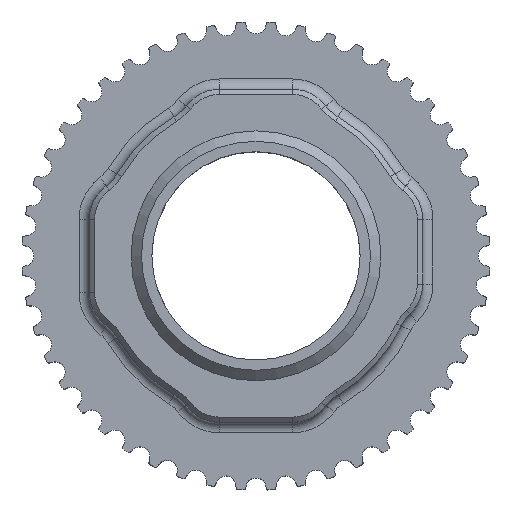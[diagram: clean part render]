
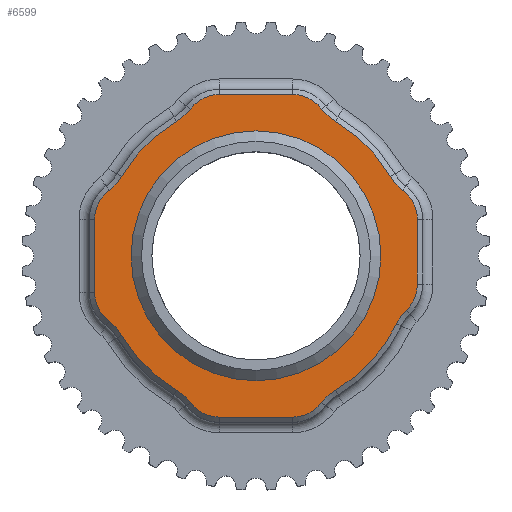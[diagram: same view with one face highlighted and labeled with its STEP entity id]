
A CAD part, top view. The second image highlights one B-rep face of the part: STEP entity #6599.
In plain terms, the highlighted planar face has unit normal (0, 0, 1).
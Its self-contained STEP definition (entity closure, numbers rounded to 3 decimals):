
#44=FACE_BOUND('',#807,.T.);
#382=PLANE('',#7045);
#428=FACE_OUTER_BOUND('',#806,.T.);
#806=EDGE_LOOP('',(#4532,#4533,#4534,#4535,#4536,#4537,#4538,#4539,#4540,
#4541,#4542,#4543,#4544,#4545,#4546,#4547,#4548,#4549,#4550,#4551,#4552,
#4553,#4554,#4555));
#807=EDGE_LOOP('',(#4556));
#1160=CIRCLE('',#6957,3.5);
#1162=CIRCLE('',#6960,4.5);
#1163=CIRCLE('',#6962,15.);
#1166=CIRCLE('',#6966,4.5);
#1168=CIRCLE('',#6969,3.5);
#1170=CIRCLE('',#6973,3.5);
#1172=CIRCLE('',#6976,4.5);
#1173=CIRCLE('',#6978,15.);
#1176=CIRCLE('',#6982,4.5);
#1178=CIRCLE('',#6985,3.5);
#1180=CIRCLE('',#6989,3.5);
#1182=CIRCLE('',#6992,4.5);
#1183=CIRCLE('',#6994,15.);
#1186=CIRCLE('',#6998,4.5);
#1188=CIRCLE('',#7001,3.5);
#1190=CIRCLE('',#7005,3.5);
#1192=CIRCLE('',#7008,4.5);
#1193=CIRCLE('',#7010,15.);
#1196=CIRCLE('',#7014,4.5);
#1198=CIRCLE('',#7017,3.5);
#1213=CIRCLE('',#7046,12.);
#1869=LINE('',#10606,#2236);
#1877=LINE('',#10642,#2244);
#1885=LINE('',#10678,#2252);
#1893=LINE('',#10713,#2260);
#2236=VECTOR('',#8077,10.);
#2244=VECTOR('',#8117,10.);
#2252=VECTOR('',#8157,10.);
#2260=VECTOR('',#8197,10.);
#2597=VERTEX_POINT('',#10572);
#2600=VERTEX_POINT('',#10577);
#2601=VERTEX_POINT('',#10581);
#2603=VERTEX_POINT('',#10587);
#2605=VERTEX_POINT('',#10593);
#2607=VERTEX_POINT('',#10599);
#2609=VERTEX_POINT('',#10605);
#2611=VERTEX_POINT('',#10611);
#2613=VERTEX_POINT('',#10617);
#2615=VERTEX_POINT('',#10623);
#2617=VERTEX_POINT('',#10629);
#2619=VERTEX_POINT('',#10635);
#2621=VERTEX_POINT('',#10641);
#2623=VERTEX_POINT('',#10647);
#2625=VERTEX_POINT('',#10653);
#2627=VERTEX_POINT('',#10659);
#2629=VERTEX_POINT('',#10665);
#2631=VERTEX_POINT('',#10671);
#2633=VERTEX_POINT('',#10677);
#2635=VERTEX_POINT('',#10683);
#2637=VERTEX_POINT('',#10689);
#2639=VERTEX_POINT('',#10695);
#2641=VERTEX_POINT('',#10701);
#2643=VERTEX_POINT('',#10707);
#2662=VERTEX_POINT('',#10776);
#3305=EDGE_CURVE('',#2600,#2597,#1160,.T.);
#3308=EDGE_CURVE('',#2597,#2601,#1162,.T.);
#3309=EDGE_CURVE('',#2601,#2603,#1163,.T.);
#3314=EDGE_CURVE('',#2603,#2605,#1166,.T.);
#3317=EDGE_CURVE('',#2605,#2607,#1168,.T.);
#3318=EDGE_CURVE('',#2607,#2609,#1869,.T.);
#3323=EDGE_CURVE('',#2609,#2611,#1170,.T.);
#3326=EDGE_CURVE('',#2611,#2613,#1172,.T.);
#3327=EDGE_CURVE('',#2613,#2615,#1173,.T.);
#3332=EDGE_CURVE('',#2615,#2617,#1176,.T.);
#3335=EDGE_CURVE('',#2617,#2619,#1178,.T.);
#3336=EDGE_CURVE('',#2619,#2621,#1877,.T.);
#3341=EDGE_CURVE('',#2621,#2623,#1180,.T.);
#3344=EDGE_CURVE('',#2623,#2625,#1182,.T.);
#3345=EDGE_CURVE('',#2625,#2627,#1183,.T.);
#3350=EDGE_CURVE('',#2627,#2629,#1186,.T.);
#3353=EDGE_CURVE('',#2629,#2631,#1188,.T.);
#3354=EDGE_CURVE('',#2631,#2633,#1885,.T.);
#3359=EDGE_CURVE('',#2633,#2635,#1190,.T.);
#3362=EDGE_CURVE('',#2635,#2637,#1192,.T.);
#3363=EDGE_CURVE('',#2637,#2639,#1193,.T.);
#3368=EDGE_CURVE('',#2639,#2641,#1196,.T.);
#3371=EDGE_CURVE('',#2641,#2643,#1198,.T.);
#3372=EDGE_CURVE('',#2643,#2600,#1893,.T.);
#3405=EDGE_CURVE('',#2662,#2662,#1213,.T.);
#4532=ORIENTED_EDGE('',*,*,#3305,.F.);
#4533=ORIENTED_EDGE('',*,*,#3372,.F.);
#4534=ORIENTED_EDGE('',*,*,#3371,.F.);
#4535=ORIENTED_EDGE('',*,*,#3368,.F.);
#4536=ORIENTED_EDGE('',*,*,#3363,.F.);
#4537=ORIENTED_EDGE('',*,*,#3362,.F.);
#4538=ORIENTED_EDGE('',*,*,#3359,.F.);
#4539=ORIENTED_EDGE('',*,*,#3354,.F.);
#4540=ORIENTED_EDGE('',*,*,#3353,.F.);
#4541=ORIENTED_EDGE('',*,*,#3350,.F.);
#4542=ORIENTED_EDGE('',*,*,#3345,.F.);
#4543=ORIENTED_EDGE('',*,*,#3344,.F.);
#4544=ORIENTED_EDGE('',*,*,#3341,.F.);
#4545=ORIENTED_EDGE('',*,*,#3336,.F.);
#4546=ORIENTED_EDGE('',*,*,#3335,.F.);
#4547=ORIENTED_EDGE('',*,*,#3332,.F.);
#4548=ORIENTED_EDGE('',*,*,#3327,.F.);
#4549=ORIENTED_EDGE('',*,*,#3326,.F.);
#4550=ORIENTED_EDGE('',*,*,#3323,.F.);
#4551=ORIENTED_EDGE('',*,*,#3318,.F.);
#4552=ORIENTED_EDGE('',*,*,#3317,.F.);
#4553=ORIENTED_EDGE('',*,*,#3314,.F.);
#4554=ORIENTED_EDGE('',*,*,#3309,.F.);
#4555=ORIENTED_EDGE('',*,*,#3308,.F.);
#4556=ORIENTED_EDGE('',*,*,#3405,.F.);
#6599=ADVANCED_FACE('',(#428,#44),#382,.T.);
#6957=AXIS2_PLACEMENT_3D('',#10579,#8045,#8046);
#6960=AXIS2_PLACEMENT_3D('',#10585,#8052,#8053);
#6962=AXIS2_PLACEMENT_3D('',#10588,#8056,#8057);
#6966=AXIS2_PLACEMENT_3D('',#10597,#8066,#8067);
#6969=AXIS2_PLACEMENT_3D('',#10603,#8073,#8074);
#6973=AXIS2_PLACEMENT_3D('',#10615,#8085,#8086);
#6976=AXIS2_PLACEMENT_3D('',#10621,#8092,#8093);
#6978=AXIS2_PLACEMENT_3D('',#10624,#8096,#8097);
#6982=AXIS2_PLACEMENT_3D('',#10633,#8106,#8107);
#6985=AXIS2_PLACEMENT_3D('',#10639,#8113,#8114);
#6989=AXIS2_PLACEMENT_3D('',#10651,#8125,#8126);
#6992=AXIS2_PLACEMENT_3D('',#10657,#8132,#8133);
#6994=AXIS2_PLACEMENT_3D('',#10660,#8136,#8137);
#6998=AXIS2_PLACEMENT_3D('',#10669,#8146,#8147);
#7001=AXIS2_PLACEMENT_3D('',#10675,#8153,#8154);
#7005=AXIS2_PLACEMENT_3D('',#10687,#8165,#8166);
#7008=AXIS2_PLACEMENT_3D('',#10693,#8172,#8173);
#7010=AXIS2_PLACEMENT_3D('',#10696,#8176,#8177);
#7014=AXIS2_PLACEMENT_3D('',#10705,#8186,#8187);
#7017=AXIS2_PLACEMENT_3D('',#10711,#8193,#8194);
#7045=AXIS2_PLACEMENT_3D('',#10775,#8268,#8269);
#7046=AXIS2_PLACEMENT_3D('',#10777,#8270,#8271);
#8045=DIRECTION('center_axis',(0.,0.,-1.));
#8046=DIRECTION('ref_axis',(-0.894,0.448,0.));
#8052=DIRECTION('center_axis',(0.,0.,1.));
#8053=DIRECTION('ref_axis',(0.861,-0.509,0.));
#8056=DIRECTION('center_axis',(0.,0.,-1.));
#8057=DIRECTION('ref_axis',(-1.,0.,0.));
#8066=DIRECTION('center_axis',(0.,0.,1.));
#8067=DIRECTION('ref_axis',(0.509,-0.861,0.));
#8073=DIRECTION('center_axis',(0.,0.,-1.));
#8074=DIRECTION('ref_axis',(-0.448,0.894,0.));
#8077=DIRECTION('',(1.,0.,0.));
#8085=DIRECTION('center_axis',(0.,0.,-1.));
#8086=DIRECTION('ref_axis',(0.448,0.894,0.));
#8092=DIRECTION('center_axis',(0.,0.,1.));
#8093=DIRECTION('ref_axis',(-0.509,-0.861,0.));
#8096=DIRECTION('center_axis',(0.,0.,-1.));
#8097=DIRECTION('ref_axis',(1.,0.,0.));
#8106=DIRECTION('center_axis',(0.,0.,1.));
#8107=DIRECTION('ref_axis',(-0.861,-0.509,0.));
#8113=DIRECTION('center_axis',(0.,0.,-1.));
#8114=DIRECTION('ref_axis',(0.894,0.448,0.));
#8117=DIRECTION('',(0.,-1.,0.));
#8125=DIRECTION('center_axis',(0.,0.,-1.));
#8126=DIRECTION('ref_axis',(0.573,-0.82,0.));
#8132=DIRECTION('center_axis',(0.,0.,1.));
#8133=DIRECTION('ref_axis',(-0.811,0.585,0.));
#8136=DIRECTION('center_axis',(0.,0.,-1.));
#8137=DIRECTION('ref_axis',(1.,0.,0.));
#8146=DIRECTION('center_axis',(0.,0.,1.));
#8147=DIRECTION('ref_axis',(-0.509,0.861,0.));
#8153=DIRECTION('center_axis',(0.,0.,-1.));
#8154=DIRECTION('ref_axis',(0.448,-0.894,0.));
#8157=DIRECTION('',(-1.,0.,0.));
#8165=DIRECTION('center_axis',(0.,0.,-1.));
#8166=DIRECTION('ref_axis',(-0.448,-0.894,0.));
#8172=DIRECTION('center_axis',(0.,0.,1.));
#8173=DIRECTION('ref_axis',(0.509,0.861,0.));
#8176=DIRECTION('center_axis',(0.,0.,-1.));
#8177=DIRECTION('ref_axis',(-1.,0.,0.));
#8186=DIRECTION('center_axis',(0.,0.,1.));
#8187=DIRECTION('ref_axis',(0.861,0.509,0.));
#8193=DIRECTION('center_axis',(0.,0.,-1.));
#8194=DIRECTION('ref_axis',(-0.894,-0.448,0.));
#8197=DIRECTION('',(0.,1.,0.));
#8268=DIRECTION('center_axis',(0.,0.,1.));
#8269=DIRECTION('ref_axis',(1.,0.,0.));
#8270=DIRECTION('center_axis',(0.,0.,1.));
#8271=DIRECTION('ref_axis',(1.,0.,0.));
#10572=CARTESIAN_POINT('',(-14.094,6.316,6.));
#10577=CARTESIAN_POINT('',(-15.5,3.512,6.));
#10579=CARTESIAN_POINT('Origin',(-12.,3.512,6.));
#10581=CARTESIAN_POINT('',(-12.913,7.632,6.));
#10585=CARTESIAN_POINT('Origin',(-16.787,9.922,6.));
#10587=CARTESIAN_POINT('',(-7.632,12.913,6.));
#10588=CARTESIAN_POINT('Origin',(0.,0.,6.));
#10593=CARTESIAN_POINT('',(-6.316,14.094,6.));
#10597=CARTESIAN_POINT('Origin',(-9.922,16.787,6.));
#10599=CARTESIAN_POINT('',(-3.512,15.5,6.));
#10603=CARTESIAN_POINT('Origin',(-3.512,12.,6.));
#10605=CARTESIAN_POINT('',(3.512,15.5,6.));
#10606=CARTESIAN_POINT('',(3.,15.5,6.));
#10611=CARTESIAN_POINT('',(6.316,14.094,6.));
#10615=CARTESIAN_POINT('Origin',(3.512,12.,6.));
#10617=CARTESIAN_POINT('',(7.632,12.913,6.));
#10621=CARTESIAN_POINT('Origin',(9.922,16.787,6.));
#10623=CARTESIAN_POINT('',(12.913,7.632,6.));
#10624=CARTESIAN_POINT('Origin',(0.,0.,6.));
#10629=CARTESIAN_POINT('',(14.094,6.316,6.));
#10633=CARTESIAN_POINT('Origin',(16.787,9.922,6.));
#10635=CARTESIAN_POINT('',(15.5,3.512,6.));
#10639=CARTESIAN_POINT('Origin',(12.,3.512,6.));
#10641=CARTESIAN_POINT('',(15.5,-2.722,6.));
#10642=CARTESIAN_POINT('',(15.5,-3.,6.));
#10647=CARTESIAN_POINT('',(14.435,-5.236,6.));
#10651=CARTESIAN_POINT('Origin',(12.,-2.722,6.));
#10653=CARTESIAN_POINT('',(13.512,-6.514,6.));
#10657=CARTESIAN_POINT('Origin',(17.565,-8.469,6.));
#10659=CARTESIAN_POINT('',(7.632,-12.913,6.));
#10660=CARTESIAN_POINT('Origin',(0.,0.,6.));
#10665=CARTESIAN_POINT('',(6.316,-14.094,6.));
#10669=CARTESIAN_POINT('Origin',(9.922,-16.787,6.));
#10671=CARTESIAN_POINT('',(3.512,-15.5,6.));
#10675=CARTESIAN_POINT('Origin',(3.512,-12.,6.));
#10677=CARTESIAN_POINT('',(-3.512,-15.5,6.));
#10678=CARTESIAN_POINT('',(-3.,-15.5,6.));
#10683=CARTESIAN_POINT('',(-6.316,-14.094,6.));
#10687=CARTESIAN_POINT('Origin',(-3.512,-12.,6.));
#10689=CARTESIAN_POINT('',(-7.632,-12.913,6.));
#10693=CARTESIAN_POINT('Origin',(-9.922,-16.787,6.));
#10695=CARTESIAN_POINT('',(-12.913,-7.632,6.));
#10696=CARTESIAN_POINT('Origin',(0.,0.,6.));
#10701=CARTESIAN_POINT('',(-14.094,-6.316,6.));
#10705=CARTESIAN_POINT('Origin',(-16.787,-9.922,6.));
#10707=CARTESIAN_POINT('',(-15.5,-3.512,6.));
#10711=CARTESIAN_POINT('Origin',(-12.,-3.512,6.));
#10713=CARTESIAN_POINT('',(-15.5,3.,6.));
#10775=CARTESIAN_POINT('Origin',(0.,0.,6.));
#10776=CARTESIAN_POINT('',(-12.,0.,6.));
#10777=CARTESIAN_POINT('Origin',(0.,0.,6.));
